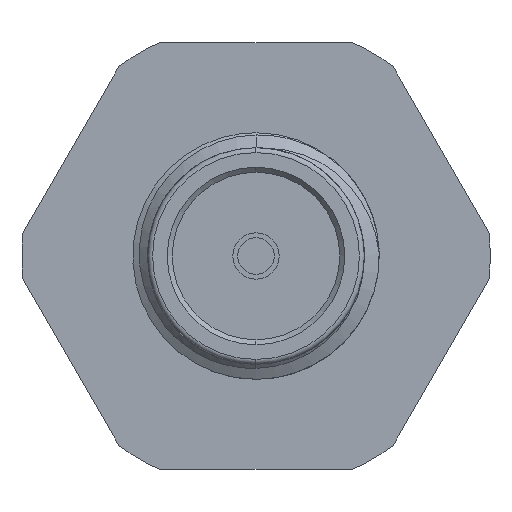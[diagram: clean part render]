
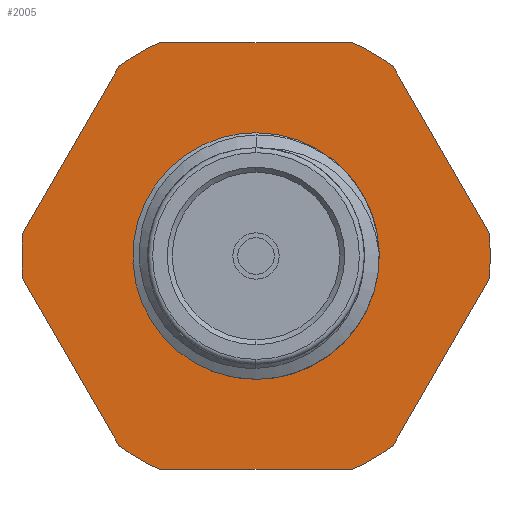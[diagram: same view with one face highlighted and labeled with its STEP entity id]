
A CAD part, left-side view. The second image highlights one B-rep face of the part: STEP entity #2005.
In plain terms, the highlighted planar face has unit normal (-1, 0, 0).
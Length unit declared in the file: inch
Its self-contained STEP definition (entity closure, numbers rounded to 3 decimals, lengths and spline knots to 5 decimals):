
#60 = CARTESIAN_POINT ( 'NONE',  ( 0.383, 0., 0. ) ) ;
#246 = DIRECTION ( 'NONE',  ( -1., 0., 0. ) ) ;
#410 = EDGE_CURVE ( 'NONE', #8642, #6827, #3093, .T. ) ;
#440 = DIRECTION ( 'NONE',  ( 0., 0., 1. ) ) ;
#446 = EDGE_CURVE ( 'NONE', #10898, #4440, #9566, .T. ) ;
#526 = DIRECTION ( 'NONE',  ( 1., 0., 0. ) ) ;
#553 = EDGE_CURVE ( 'NONE', #3617, #9172, #1491, .T. ) ;
#557 = CARTESIAN_POINT ( 'NONE',  ( 0.383, -0.12502, -0.21654 ) ) ;
#585 = LINE ( 'NONE', #2046, #2021 ) ;
#602 = VECTOR ( 'NONE', #1267, 39.37008 ) ;
#617 = EDGE_CURVE ( 'NONE', #5867, #2513, #3606, .T. ) ;
#639 = EDGE_CURVE ( 'NONE', #9441, #6852, #585, .T. ) ;
#680 = VERTEX_POINT ( 'NONE', #10446 ) ;
#1007 = DIRECTION ( 'NONE',  ( 0., 0., 1. ) ) ;
#1030 = EDGE_CURVE ( 'NONE', #2513, #680, #1878, .T. ) ;
#1105 = CARTESIAN_POINT ( 'NONE',  ( 0.383, 0., 0. ) ) ;
#1267 = DIRECTION ( 'NONE',  ( 0., 1., 0. ) ) ;
#1484 = DIRECTION ( 'NONE',  ( 0., 0., 1. ) ) ;
#1491 = CIRCLE ( 'NONE', #2535, 0.2375 ) ;
#1518 = FACE_OUTER_BOUND ( 'NONE', #3483, .T. ) ;
#1616 = VECTOR ( 'NONE', #3045, 39.37008 ) ;
#1624 = VECTOR ( 'NONE', #9418, 39.37008 ) ;
#1724 = ORIENTED_EDGE ( 'NONE', *, *, #9731, .T. ) ;
#1760 = VECTOR ( 'NONE', #1837, 39.37008 ) ;
#1761 = VERTEX_POINT ( 'NONE', #10046 ) ;
#1837 = DIRECTION ( 'NONE',  ( 0., 0.5, -0.866 ) ) ;
#1878 = LINE ( 'NONE', #2966, #1616 ) ;
#2005 = ADVANCED_FACE ( 'NONE', ( #3771, #1518 ), #3793, .T. ) ;
#2021 = VECTOR ( 'NONE', #10526, 39.37008 ) ;
#2046 = CARTESIAN_POINT ( 'NONE',  ( 0.383, 0.12502, -0.21654 ) ) ;
#2370 = CIRCLE ( 'NONE', #5808, 0.2375 ) ;
#2383 = CARTESIAN_POINT ( 'NONE',  ( 0.383, -0.13874, -0.19276 ) ) ;
#2399 = CARTESIAN_POINT ( 'NONE',  ( 0.383, 0., 0. ) ) ;
#2403 = ORIENTED_EDGE ( 'NONE', *, *, #5030, .T. ) ;
#2492 = ORIENTED_EDGE ( 'NONE', *, *, #9519, .T. ) ;
#2513 = VERTEX_POINT ( 'NONE', #5368 ) ;
#2535 = AXIS2_PLACEMENT_3D ( 'NONE', #2757, #246, #7773 ) ;
#2566 = AXIS2_PLACEMENT_3D ( 'NONE', #1105, #7757, #4358 ) ;
#2653 = CARTESIAN_POINT ( 'NONE',  ( 0.383, 0.23631, 0.02378 ) ) ;
#2757 = CARTESIAN_POINT ( 'NONE',  ( 0.383, 0., 0. ) ) ;
#2927 = CIRCLE ( 'NONE', #9801, 0.11489 ) ;
#2966 = CARTESIAN_POINT ( 'NONE',  ( 0.383, 0.25003, 0. ) ) ;
#2985 = CARTESIAN_POINT ( 'NONE',  ( 0.383, -0.13874, 0.19276 ) ) ;
#3019 = DIRECTION ( 'NONE',  ( -1., 0., 0. ) ) ;
#3045 = DIRECTION ( 'NONE',  ( 0., -0.5, -0.866 ) ) ;
#3093 = CIRCLE ( 'NONE', #4520, 0.11489 ) ;
#3117 = ORIENTED_EDGE ( 'NONE', *, *, #6619, .T. ) ;
#3194 = ORIENTED_EDGE ( 'NONE', *, *, #1030, .T. ) ;
#3319 = DIRECTION ( 'NONE',  ( 0., 0., 1. ) ) ;
#3372 = CARTESIAN_POINT ( 'NONE',  ( 0.383, 0.13874, 0.19276 ) ) ;
#3480 = LINE ( 'NONE', #4703, #602 ) ;
#3483 = EDGE_LOOP ( 'NONE', ( #3117, #9500, #4426, #9507, #3194, #2492, #6447, #2403, #9722, #1724, #7450, #5238 ) ) ;
#3492 = DIRECTION ( 'NONE',  ( 0., 0., 1. ) ) ;
#3503 = CARTESIAN_POINT ( 'NONE',  ( 0.383, 0., 0.11489 ) ) ;
#3606 = CIRCLE ( 'NONE', #8209, 0.2375 ) ;
#3617 = VERTEX_POINT ( 'NONE', #2985 ) ;
#3771 = FACE_BOUND ( 'NONE', #8800, .T. ) ;
#3793 = PLANE ( 'NONE',  #8483 ) ;
#4057 = DIRECTION ( 'NONE',  ( 0., 0., 1. ) ) ;
#4287 = CARTESIAN_POINT ( 'NONE',  ( 0.383, 0.09756, -0.21654 ) ) ;
#4358 = DIRECTION ( 'NONE',  ( 0., 0., 1. ) ) ;
#4360 = CARTESIAN_POINT ( 'NONE',  ( 0.383, -0.25003, 0. ) ) ;
#4426 = ORIENTED_EDGE ( 'NONE', *, *, #6836, .T. ) ;
#4440 = VERTEX_POINT ( 'NONE', #3372 ) ;
#4520 = AXIS2_PLACEMENT_3D ( 'NONE', #10660, #526, #4057 ) ;
#4558 = LINE ( 'NONE', #5969, #1760 ) ;
#4703 = CARTESIAN_POINT ( 'NONE',  ( 0.383, -0.12502, 0.21654 ) ) ;
#5030 = EDGE_CURVE ( 'NONE', #6852, #9304, #2370, .T. ) ;
#5104 = CARTESIAN_POINT ( 'NONE',  ( 0.383, -0.23631, -0.02378 ) ) ;
#5165 = AXIS2_PLACEMENT_3D ( 'NONE', #9293, #9406, #3492 ) ;
#5232 = CARTESIAN_POINT ( 'NONE',  ( 0.383, -0.09756, -0.21654 ) ) ;
#5238 = ORIENTED_EDGE ( 'NONE', *, *, #553, .T. ) ;
#5368 = CARTESIAN_POINT ( 'NONE',  ( 0.383, 0.23631, -0.02378 ) ) ;
#5808 = AXIS2_PLACEMENT_3D ( 'NONE', #6549, #10789, #1484 ) ;
#5867 = VERTEX_POINT ( 'NONE', #2653 ) ;
#5969 = CARTESIAN_POINT ( 'NONE',  ( 0.383, 0.12502, 0.21654 ) ) ;
#6204 = VERTEX_POINT ( 'NONE', #5104 ) ;
#6307 = CARTESIAN_POINT ( 'NONE',  ( 0.383, 0., 0. ) ) ;
#6447 = ORIENTED_EDGE ( 'NONE', *, *, #639, .T. ) ;
#6549 = CARTESIAN_POINT ( 'NONE',  ( 0.383, 0., 0. ) ) ;
#6619 = EDGE_CURVE ( 'NONE', #9172, #10898, #3480, .T. ) ;
#6629 = LINE ( 'NONE', #557, #10762 ) ;
#6827 = VERTEX_POINT ( 'NONE', #8600 ) ;
#6836 = EDGE_CURVE ( 'NONE', #4440, #5867, #4558, .T. ) ;
#6842 = DIRECTION ( 'NONE',  ( 1., 0., 0. ) ) ;
#6852 = VERTEX_POINT ( 'NONE', #5232 ) ;
#7427 = CIRCLE ( 'NONE', #2566, 0.2375 ) ;
#7450 = ORIENTED_EDGE ( 'NONE', *, *, #8388, .T. ) ;
#7727 = ORIENTED_EDGE ( 'NONE', *, *, #10316, .T. ) ;
#7750 = CARTESIAN_POINT ( 'NONE',  ( 0.383, 0.09756, 0.21654 ) ) ;
#7757 = DIRECTION ( 'NONE',  ( -1., 0., 0. ) ) ;
#7773 = DIRECTION ( 'NONE',  ( 0., 0., 1. ) ) ;
#8209 = AXIS2_PLACEMENT_3D ( 'NONE', #8365, #10876, #10907 ) ;
#8365 = CARTESIAN_POINT ( 'NONE',  ( 0.383, 0., 0. ) ) ;
#8388 = EDGE_CURVE ( 'NONE', #1761, #3617, #9829, .T. ) ;
#8483 = AXIS2_PLACEMENT_3D ( 'NONE', #6307, #3019, #440 ) ;
#8600 = CARTESIAN_POINT ( 'NONE',  ( 0.383, 0., -0.11489 ) ) ;
#8642 = VERTEX_POINT ( 'NONE', #3503 ) ;
#8800 = EDGE_LOOP ( 'NONE', ( #7727, #9119 ) ) ;
#9106 = DIRECTION ( 'NONE',  ( 0., -0.5, 0.866 ) ) ;
#9119 = ORIENTED_EDGE ( 'NONE', *, *, #410, .T. ) ;
#9172 = VERTEX_POINT ( 'NONE', #9740 ) ;
#9293 = CARTESIAN_POINT ( 'NONE',  ( 0.383, 0., 0. ) ) ;
#9304 = VERTEX_POINT ( 'NONE', #2383 ) ;
#9397 = AXIS2_PLACEMENT_3D ( 'NONE', #2399, #10929, #3319 ) ;
#9406 = DIRECTION ( 'NONE',  ( -1., 0., 0. ) ) ;
#9418 = DIRECTION ( 'NONE',  ( 0., 0.5, 0.866 ) ) ;
#9441 = VERTEX_POINT ( 'NONE', #4287 ) ;
#9500 = ORIENTED_EDGE ( 'NONE', *, *, #446, .T. ) ;
#9507 = ORIENTED_EDGE ( 'NONE', *, *, #617, .T. ) ;
#9519 = EDGE_CURVE ( 'NONE', #680, #9441, #7427, .T. ) ;
#9566 = CIRCLE ( 'NONE', #9397, 0.2375 ) ;
#9681 = CIRCLE ( 'NONE', #5165, 0.2375 ) ;
#9722 = ORIENTED_EDGE ( 'NONE', *, *, #10055, .T. ) ;
#9731 = EDGE_CURVE ( 'NONE', #6204, #1761, #9681, .T. ) ;
#9740 = CARTESIAN_POINT ( 'NONE',  ( 0.383, -0.09756, 0.21654 ) ) ;
#9801 = AXIS2_PLACEMENT_3D ( 'NONE', #60, #6842, #1007 ) ;
#9829 = LINE ( 'NONE', #4360, #1624 ) ;
#10046 = CARTESIAN_POINT ( 'NONE',  ( 0.383, -0.23631, 0.02378 ) ) ;
#10055 = EDGE_CURVE ( 'NONE', #9304, #6204, #6629, .T. ) ;
#10316 = EDGE_CURVE ( 'NONE', #6827, #8642, #2927, .T. ) ;
#10446 = CARTESIAN_POINT ( 'NONE',  ( 0.383, 0.13874, -0.19276 ) ) ;
#10526 = DIRECTION ( 'NONE',  ( 0., -1., 0. ) ) ;
#10660 = CARTESIAN_POINT ( 'NONE',  ( 0.383, 0., 0. ) ) ;
#10762 = VECTOR ( 'NONE', #9106, 39.37008 ) ;
#10789 = DIRECTION ( 'NONE',  ( -1., 0., 0. ) ) ;
#10876 = DIRECTION ( 'NONE',  ( -1., 0., 0. ) ) ;
#10898 = VERTEX_POINT ( 'NONE', #7750 ) ;
#10907 = DIRECTION ( 'NONE',  ( 0., 0., 1. ) ) ;
#10929 = DIRECTION ( 'NONE',  ( -1., 0., 0. ) ) ;
